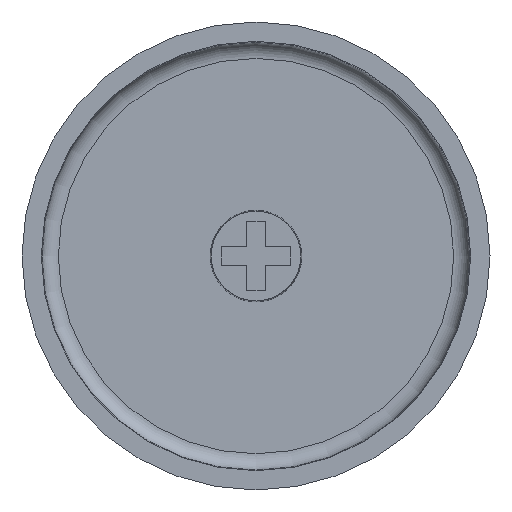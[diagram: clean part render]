
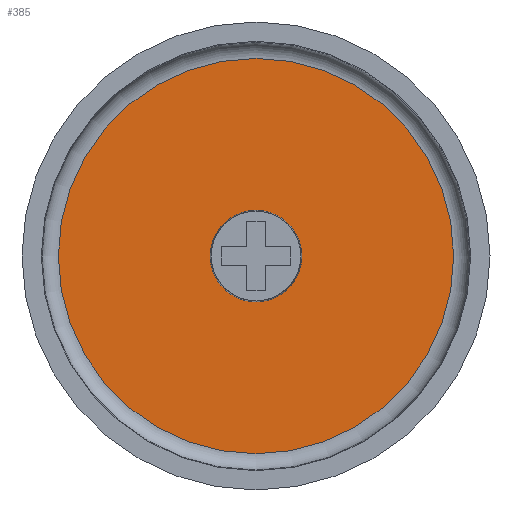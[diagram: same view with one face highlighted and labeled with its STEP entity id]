
A CAD part, top view. The second image highlights one B-rep face of the part: STEP entity #385.
In plain terms, the highlighted planar face has unit normal (0, 0, 1).
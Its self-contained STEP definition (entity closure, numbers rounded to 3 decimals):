
#19=FACE_BOUND('',#81,.T.);
#36=PLANE('',#416);
#56=FACE_OUTER_BOUND('',#80,.T.);
#80=EDGE_LOOP('',(#348));
#81=EDGE_LOOP('',(#349));
#167=CIRCLE('',#393,2.8);
#173=CIRCLE('',#417,12.083);
#178=VERTEX_POINT('',#538);
#207=VERTEX_POINT('',#629);
#211=EDGE_CURVE('',#178,#178,#167,.T.);
#255=EDGE_CURVE('',#207,#207,#173,.T.);
#348=ORIENTED_EDGE('',*,*,#255,.F.);
#349=ORIENTED_EDGE('',*,*,#211,.T.);
#385=ADVANCED_FACE('',(#56,#19),#36,.T.);
#393=AXIS2_PLACEMENT_3D('',#539,#430,#431);
#416=AXIS2_PLACEMENT_3D('',#628,#514,#515);
#417=AXIS2_PLACEMENT_3D('',#630,#516,#517);
#430=DIRECTION('center_axis',(0.,0.,-1.));
#431=DIRECTION('ref_axis',(0.,-1.,0.));
#514=DIRECTION('center_axis',(0.,0.,1.));
#515=DIRECTION('ref_axis',(1.,0.,0.));
#516=DIRECTION('center_axis',(0.,0.,-1.));
#517=DIRECTION('ref_axis',(1.,0.,0.));
#538=CARTESIAN_POINT('',(88.4,0.8,1.863));
#539=CARTESIAN_POINT('Origin',(88.4,-2.,1.863));
#628=CARTESIAN_POINT('Origin',(88.4,-2.,1.863));
#629=CARTESIAN_POINT('',(76.317,-2.,1.863));
#630=CARTESIAN_POINT('Origin',(88.4,-2.,1.863));
